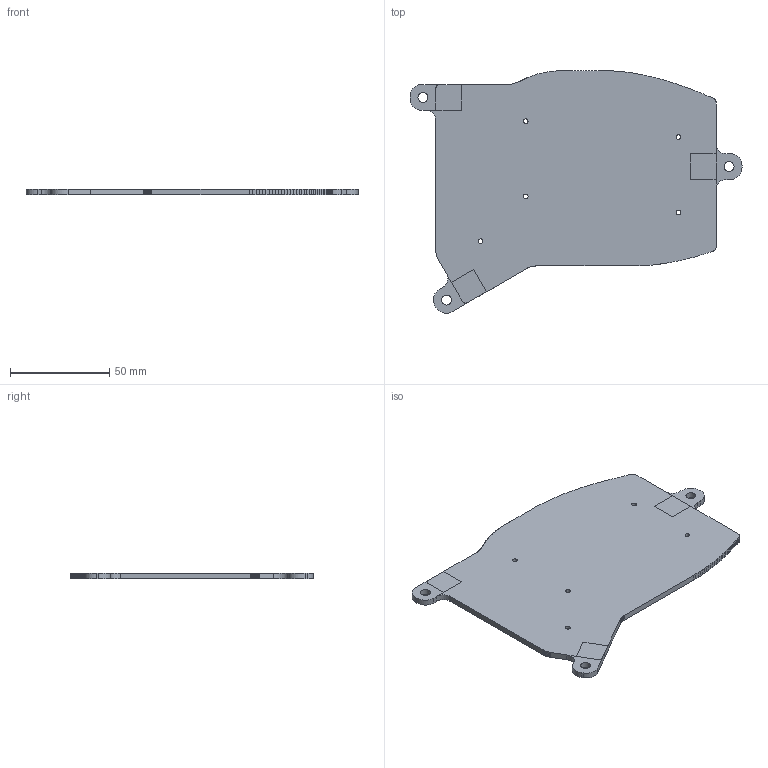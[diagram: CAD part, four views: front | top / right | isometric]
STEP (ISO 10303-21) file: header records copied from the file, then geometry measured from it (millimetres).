
FILE_DESCRIPTION(('FreeCAD Model'),'2;1');
FILE_NAME('Open CASCADE Shape Model','2021-10-26T12:08:20',('Author'),( ''),'Open CASCADE STEP processor 7.4','FreeCAD','Unknown');
FILE_SCHEMA(('AUTOMOTIVE_DESIGN { 1 0 10303 214 1 1 1 1 }'));
Length unit declared in the file: millimetre
Products named in the file (1): Bottom2
Bounding box: 167.4 x 122.39 x 3 mm (x, y, z)
Volume: 42026.9 mm3; surface area: 29832.1 mm2
Topology: 1 solids, 1 shells, 263 faces, 827 edges, 566 vertices
Faces by surface type: extrusion 227, plane 23, cylinder 9, bspline 4
Full cylindrical faces by diameter (mm): 5 x3
Entity records: 19912 total; most frequent: CARTESIAN_POINT 5710, ORIENTED_EDGE 1654, PCURVE 1654, DEFINITIONAL_REPRESENTATION 1654, DIRECTION 1645, VECTOR 1533, B_SPLINE_CURVE_WITH_KNOTS 1341, LINE 1306
